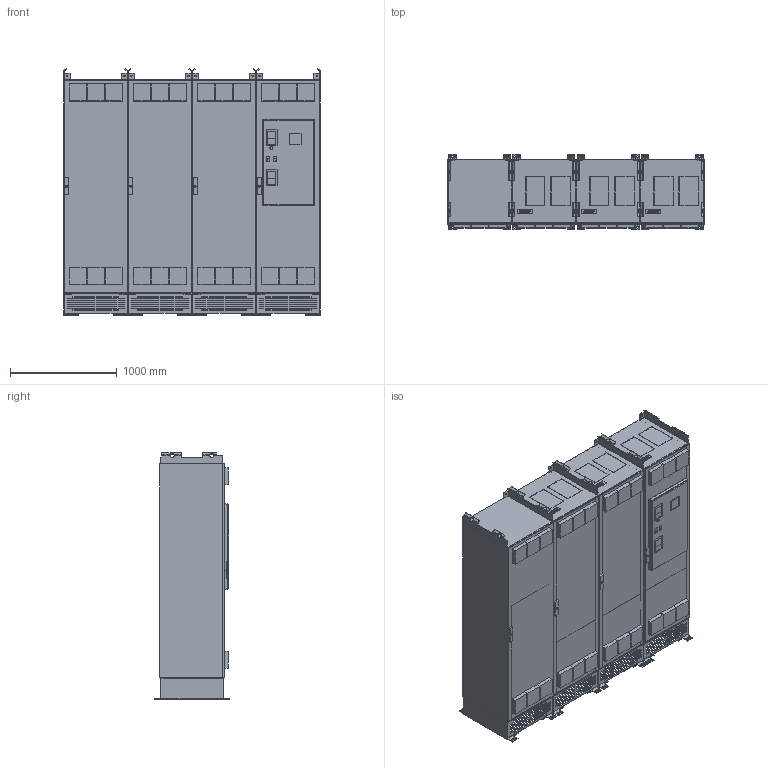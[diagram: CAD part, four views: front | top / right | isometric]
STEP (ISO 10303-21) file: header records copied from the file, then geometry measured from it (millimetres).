
FILE_DESCRIPTION(/* description */ (''),/* implementation_level */ '2;1');
FILE_NAME(/* name */ '181K4939.stp',/* time_stamp */ '2026-01-15T14:57:15+02:00',/* author */ (''),/* organization */ (''),/* preprocessor_version */ 'ST-DEVELOPER v20',/* originating_system */ 'SIEMENS PLM Software NX2312.3002',/* authorisation */ '');
FILE_SCHEMA (('AUTOMOTIVE_DESIGN { 1 0 10303 214 3 1 1 1 }'));
Products named in the file (12): 181K4913; 181K4895; 181K4904_4609147ID; 181K4890; 181K4894; 181K4903; 181K5010; 181K4937; 181K4936; 181K4928; 181K4929; 181K4939
Assembly tree (15 placements, depth 3):
  181K4939
    181K4937
    181K4929  x2
      181K4903
      181K4894
      181K4890
    181K4928
      181K4904_4609147ID
      181K4895
      181K4890
    181K4936
      181K4913
      181K4894
      181K4890
    181K5010
Bounding box: 2400 x 706.8 x 2302.5 mm (x, y, z)
Volume: 1643709945 mm3; surface area: 67883345.6 mm2
Topology: 14 solids, 55 shells, 5336 faces, 14470 edges, 9584 vertices
Faces by surface type: plane 4232, cylinder 678, torus 192, extrusion 124, cone 72, bspline 38
Full cylindrical faces by diameter (mm): 3 x4, 6.5 x8, 7 x9, 8 x1, 8.5 x4, 10 x24, 10.5 x32, 12.2 x4, 13 x12, 15 x12, 15.5 x72, 18 x20, 19.788 x4, 25.854 x2, 26 x6, 28 x1, 28.338 x1, 28.472 x1, 46 x40, 65 x16
Entity records: 143433 total; most frequent: CARTESIAN_POINT 29671, ORIENTED_EDGE 19592, DIRECTION 17718, EDGE_CURVE 9796, VECTOR 8256, LINE 8142, VERTEX_POINT 6718, EDGE_LOOP 4998
